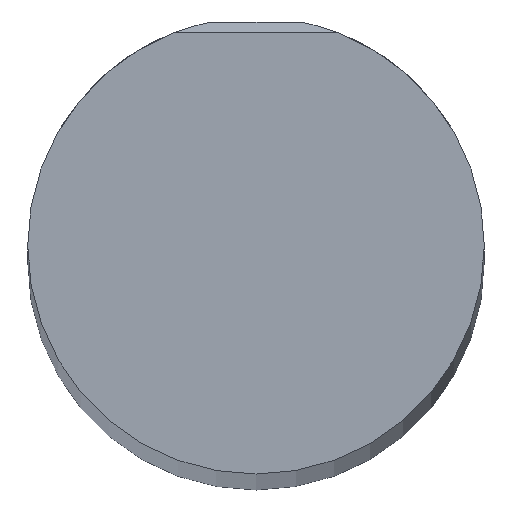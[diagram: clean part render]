
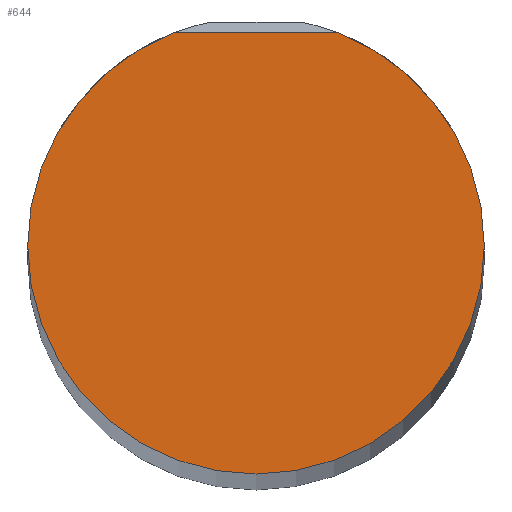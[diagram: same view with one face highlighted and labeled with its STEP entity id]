
A CAD part, top view. The second image highlights one B-rep face of the part: STEP entity #644.
In plain terms, the highlighted planar face has unit normal (0, 0, 1).
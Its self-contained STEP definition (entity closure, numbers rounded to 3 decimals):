
#160 = VERTEX_POINT ( 'NONE', #1902 ) ;
#319 = EDGE_CURVE ( 'NONE', #3717, #6479, #5413, .T. ) ;
#644 = ADVANCED_FACE ( 'NONE', ( #3530 ), #6263, .T. ) ;
#669 = CARTESIAN_POINT ( 'NONE',  ( 0., 0., 500. ) ) ;
#801 = CIRCLE ( 'NONE', #1525, 12.5 ) ;
#838 = DIRECTION ( 'NONE',  ( -1., 0., 0. ) ) ;
#849 = CIRCLE ( 'NONE', #4998, 12.5 ) ;
#865 = VERTEX_POINT ( 'NONE', #6916 ) ;
#983 = CARTESIAN_POINT ( 'NONE',  ( 0., 0., 500. ) ) ;
#1407 = ORIENTED_EDGE ( 'NONE', *, *, #6022, .T. ) ;
#1525 = AXIS2_PLACEMENT_3D ( 'NONE', #7448, #6681, #3277 ) ;
#1814 = EDGE_LOOP ( 'NONE', ( #4108, #1407, #5622, #6205 ) ) ;
#1902 = CARTESIAN_POINT ( 'NONE',  ( -12.5, 0., 500. ) ) ;
#2170 = VECTOR ( 'NONE', #838, 1000. ) ;
#2283 = CARTESIAN_POINT ( 'NONE',  ( 0., 11.649, 500. ) ) ;
#2736 = CARTESIAN_POINT ( 'NONE',  ( 4.532, 11.649, 500. ) ) ;
#3277 = DIRECTION ( 'NONE',  ( -1., 0., 0. ) ) ;
#3530 = FACE_OUTER_BOUND ( 'NONE', #1814, .T. ) ;
#3666 = DIRECTION ( 'NONE',  ( 0., 0., -1. ) ) ;
#3676 = EDGE_CURVE ( 'NONE', #160, #865, #849, .T. ) ;
#3717 = VERTEX_POINT ( 'NONE', #2736 ) ;
#4108 = ORIENTED_EDGE ( 'NONE', *, *, #319, .F. ) ;
#4121 = AXIS2_PLACEMENT_3D ( 'NONE', #8598, #6357, #7746 ) ;
#4584 = CARTESIAN_POINT ( 'NONE',  ( 12.5, 0., 500. ) ) ;
#4791 = DIRECTION ( 'NONE',  ( -1., 0., 0. ) ) ;
#4998 = AXIS2_PLACEMENT_3D ( 'NONE', #983, #3666, #4791 ) ;
#5413 = CIRCLE ( 'NONE', #4121, 12.5 ) ;
#5524 = DIRECTION ( 'NONE',  ( 1., 0., 0. ) ) ;
#5622 = ORIENTED_EDGE ( 'NONE', *, *, #3676, .F. ) ;
#6022 = EDGE_CURVE ( 'NONE', #3717, #865, #6937, .T. ) ;
#6205 = ORIENTED_EDGE ( 'NONE', *, *, #7987, .F. ) ;
#6263 = PLANE ( 'NONE',  #7426 ) ;
#6357 = DIRECTION ( 'NONE',  ( 0., 0., -1. ) ) ;
#6479 = VERTEX_POINT ( 'NONE', #4584 ) ;
#6681 = DIRECTION ( 'NONE',  ( 0., 0., -1. ) ) ;
#6916 = CARTESIAN_POINT ( 'NONE',  ( -4.532, 11.649, 500. ) ) ;
#6937 = LINE ( 'NONE', #2283, #2170 ) ;
#6955 = DIRECTION ( 'NONE',  ( 0., 0., 1. ) ) ;
#7426 = AXIS2_PLACEMENT_3D ( 'NONE', #669, #6955, #5524 ) ;
#7448 = CARTESIAN_POINT ( 'NONE',  ( 0., 0., 500. ) ) ;
#7746 = DIRECTION ( 'NONE',  ( -1., 0., 0. ) ) ;
#7987 = EDGE_CURVE ( 'NONE', #6479, #160, #801, .T. ) ;
#8598 = CARTESIAN_POINT ( 'NONE',  ( 0., 0., 500. ) ) ;
